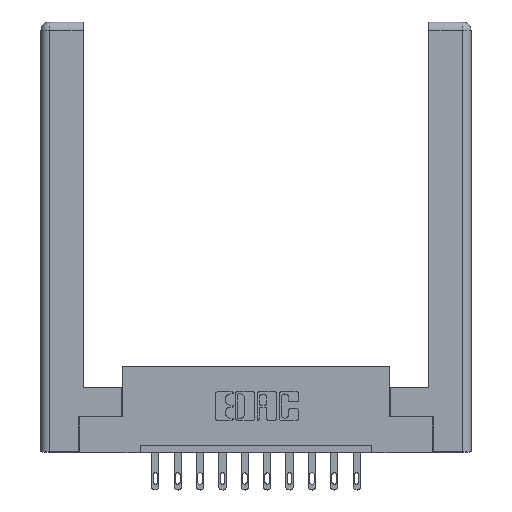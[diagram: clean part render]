
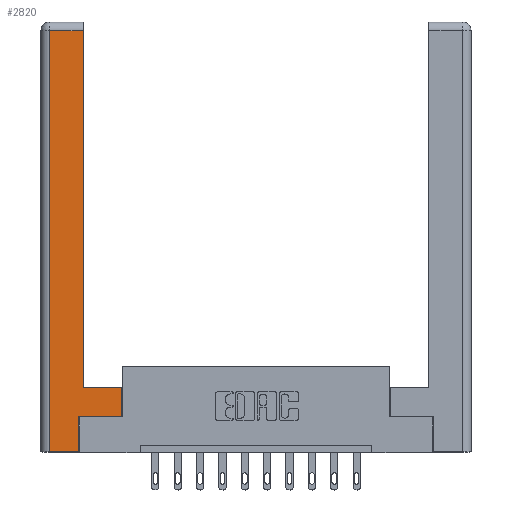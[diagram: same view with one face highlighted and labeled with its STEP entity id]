
A CAD part, top view. The second image highlights one B-rep face of the part: STEP entity #2820.
In plain terms, the highlighted planar face has unit normal (0, 0, 1).
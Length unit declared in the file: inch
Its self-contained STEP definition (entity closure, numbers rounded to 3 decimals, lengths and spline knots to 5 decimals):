
#100 = CARTESIAN_POINT ( 'NONE',  ( 0.265, 0., 0. ) ) ;
#657 = EDGE_CURVE ( 'NONE', #8705, #4736, #6065, .T. ) ;
#1198 = FACE_OUTER_BOUND ( 'NONE', #13610, .T. ) ;
#1480 = CARTESIAN_POINT ( 'NONE',  ( 0.565, 0.45, 0. ) ) ;
#1506 = EDGE_CURVE ( 'NONE', #4736, #4876, #4508, .T. ) ;
#1685 = CARTESIAN_POINT ( 'NONE',  ( 0.295, 3., 0. ) ) ;
#2026 = CARTESIAN_POINT ( 'NONE',  ( 0.565, 0.45, 0. ) ) ;
#2076 = DIRECTION ( 'NONE',  ( -1., 0., 0. ) ) ;
#2456 = CARTESIAN_POINT ( 'NONE',  ( 0.295, 0.45, 0. ) ) ;
#2703 = ORIENTED_EDGE ( 'NONE', *, *, #6488, .T. ) ;
#2711 = EDGE_CURVE ( 'NONE', #8761, #10897, #5481, .T. ) ;
#2806 = VECTOR ( 'NONE', #11489, 39.37008 ) ;
#2820 = ADVANCED_FACE ( 'NONE', ( #1198 ), #13852, .F. ) ;
#3112 = VECTOR ( 'NONE', #12043, 39.37008 ) ;
#3355 = ORIENTED_EDGE ( 'NONE', *, *, #2711, .T. ) ;
#4080 = DIRECTION ( 'NONE',  ( 0., 1., 0. ) ) ;
#4118 = CARTESIAN_POINT ( 'NONE',  ( 0., 0., 0. ) ) ;
#4477 = AXIS2_PLACEMENT_3D ( 'NONE', #4118, #5600, #5882 ) ;
#4508 = LINE ( 'NONE', #8555, #9239 ) ;
#4736 = VERTEX_POINT ( 'NONE', #1480 ) ;
#4876 = VERTEX_POINT ( 'NONE', #2456 ) ;
#4889 = CARTESIAN_POINT ( 'NONE',  ( 0.0615, 0., 0. ) ) ;
#5244 = LINE ( 'NONE', #6970, #13212 ) ;
#5481 = LINE ( 'NONE', #12999, #13804 ) ;
#5600 = DIRECTION ( 'NONE',  ( 0., 0., -1. ) ) ;
#5733 = CARTESIAN_POINT ( 'NONE',  ( 0.295, 2.94, 0. ) ) ;
#5788 = ORIENTED_EDGE ( 'NONE', *, *, #657, .T. ) ;
#5847 = ORIENTED_EDGE ( 'NONE', *, *, #9148, .T. ) ;
#5882 = DIRECTION ( 'NONE',  ( -1., 0., 0. ) ) ;
#5958 = DIRECTION ( 'NONE',  ( 0., -1., 0. ) ) ;
#6065 = LINE ( 'NONE', #2026, #8599 ) ;
#6106 = VERTEX_POINT ( 'NONE', #7210 ) ;
#6215 = VECTOR ( 'NONE', #12645, 39.37008 ) ;
#6488 = EDGE_CURVE ( 'NONE', #4876, #8761, #12145, .T. ) ;
#6881 = ORIENTED_EDGE ( 'NONE', *, *, #9982, .T. ) ;
#6970 = CARTESIAN_POINT ( 'NONE',  ( 0.265, 0.245, 0. ) ) ;
#7139 = VERTEX_POINT ( 'NONE', #100 ) ;
#7210 = CARTESIAN_POINT ( 'NONE',  ( 0.265, 0.245, 0. ) ) ;
#7618 = ORIENTED_EDGE ( 'NONE', *, *, #12886, .T. ) ;
#8193 = EDGE_CURVE ( 'NONE', #11297, #7139, #10449, .T. ) ;
#8382 = LINE ( 'NONE', #11951, #3112 ) ;
#8397 = CARTESIAN_POINT ( 'NONE',  ( 0.265, 0., 0. ) ) ;
#8555 = CARTESIAN_POINT ( 'NONE',  ( 0.295, 0.45, 0. ) ) ;
#8599 = VECTOR ( 'NONE', #4080, 39.37008 ) ;
#8692 = ORIENTED_EDGE ( 'NONE', *, *, #8193, .T. ) ;
#8705 = VERTEX_POINT ( 'NONE', #10246 ) ;
#8761 = VERTEX_POINT ( 'NONE', #5733 ) ;
#9148 = EDGE_CURVE ( 'NONE', #6106, #8705, #8382, .T. ) ;
#9239 = VECTOR ( 'NONE', #2076, 39.37008 ) ;
#9545 = VECTOR ( 'NONE', #5958, 39.37008 ) ;
#9982 = EDGE_CURVE ( 'NONE', #10897, #11297, #10040, .T. ) ;
#10040 = LINE ( 'NONE', #4889, #9545 ) ;
#10246 = CARTESIAN_POINT ( 'NONE',  ( 0.565, 0.245, 0. ) ) ;
#10449 = LINE ( 'NONE', #8397, #2806 ) ;
#10853 = DIRECTION ( 'NONE',  ( -1., 0., 0. ) ) ;
#10897 = VERTEX_POINT ( 'NONE', #11269 ) ;
#11269 = CARTESIAN_POINT ( 'NONE',  ( 0.0615, 2.94, 0. ) ) ;
#11297 = VERTEX_POINT ( 'NONE', #11970 ) ;
#11489 = DIRECTION ( 'NONE',  ( 1., 0., 0. ) ) ;
#11648 = DIRECTION ( 'NONE',  ( 0., 1., 0. ) ) ;
#11951 = CARTESIAN_POINT ( 'NONE',  ( 0.565, 0.245, 0. ) ) ;
#11970 = CARTESIAN_POINT ( 'NONE',  ( 0.0615, 0., 0. ) ) ;
#12043 = DIRECTION ( 'NONE',  ( 1., 0., 0. ) ) ;
#12145 = LINE ( 'NONE', #1685, #6215 ) ;
#12645 = DIRECTION ( 'NONE',  ( 0., 1., 0. ) ) ;
#12886 = EDGE_CURVE ( 'NONE', #7139, #6106, #5244, .T. ) ;
#12894 = ORIENTED_EDGE ( 'NONE', *, *, #1506, .T. ) ;
#12999 = CARTESIAN_POINT ( 'NONE',  ( 0.0615, 2.94, 0. ) ) ;
#13212 = VECTOR ( 'NONE', #11648, 39.37008 ) ;
#13610 = EDGE_LOOP ( 'NONE', ( #2703, #3355, #6881, #8692, #7618, #5847, #5788, #12894 ) ) ;
#13804 = VECTOR ( 'NONE', #10853, 39.37008 ) ;
#13852 = PLANE ( 'NONE',  #4477 ) ;
